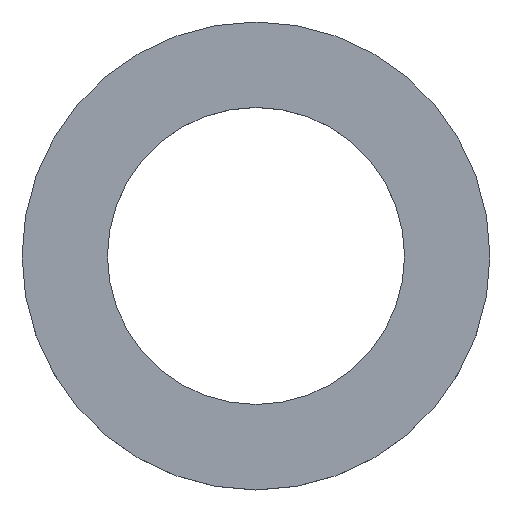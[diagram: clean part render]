
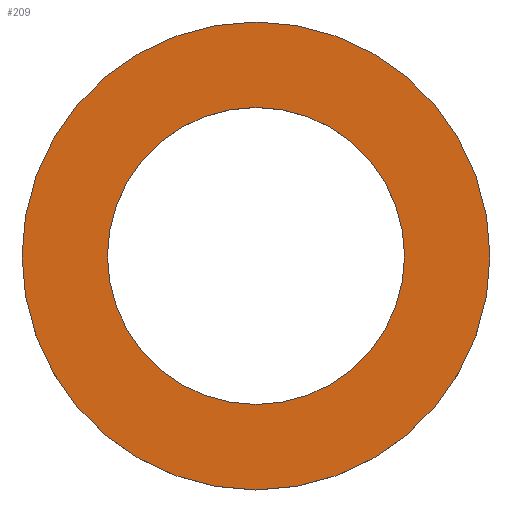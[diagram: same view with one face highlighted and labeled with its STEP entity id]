
A CAD part, top view. The second image highlights one B-rep face of the part: STEP entity #209.
In plain terms, the highlighted planar face has unit normal (0, 0, 1).
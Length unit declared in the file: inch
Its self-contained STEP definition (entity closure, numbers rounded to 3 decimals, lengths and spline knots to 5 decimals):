
#57=CARTESIAN_POINT('',(-0.5,0.,0.047));
#58=VERTEX_POINT('',#57);
#74=CARTESIAN_POINT('',(0.5,0.,0.047));
#75=VERTEX_POINT('',#74);
#82=CARTESIAN_POINT('',(0.0,0.0,0.047));
#83=DIRECTION('',(0.0,0.0,-1.0));
#84=DIRECTION('',(-1.0,0.0,0.0));
#85=AXIS2_PLACEMENT_3D('',#82,#83,#84);
#86=CIRCLE('',#85,0.5);
#87=EDGE_CURVE('',#75,#58,#86,.T.);
#97=CARTESIAN_POINT('',(-0.3175,0.,0.047));
#98=VERTEX_POINT('',#97);
#107=CARTESIAN_POINT('',(0.3175,0.,0.047));
#108=VERTEX_POINT('',#107);
#109=CARTESIAN_POINT('',(0.0,0.0,0.047));
#110=DIRECTION('',(0.0,0.0,-1.0));
#111=DIRECTION('',(-1.0,0.0,0.0));
#112=AXIS2_PLACEMENT_3D('',#109,#110,#111);
#113=CIRCLE('',#112,0.3175);
#114=EDGE_CURVE('',#108,#98,#113,.T.);
#148=CARTESIAN_POINT('',(0.0,0.0,0.047));
#149=DIRECTION('',(0.0,0.0,-1.0));
#150=DIRECTION('',(-1.0,0.0,0.0));
#151=AXIS2_PLACEMENT_3D('',#148,#149,#150);
#152=CIRCLE('',#151,0.3175);
#153=EDGE_CURVE('',#98,#108,#152,.T.);
#184=CARTESIAN_POINT('',(0.0,0.0,0.047));
#185=DIRECTION('',(0.0,0.0,-1.0));
#186=DIRECTION('',(-1.0,0.0,0.0));
#187=AXIS2_PLACEMENT_3D('',#184,#185,#186);
#188=CIRCLE('',#187,0.5);
#189=EDGE_CURVE('',#58,#75,#188,.T.);
#196=CARTESIAN_POINT('',(0.0,0.0,0.047));
#197=DIRECTION('',(0.0,0.0,-1.0));
#198=DIRECTION('',(-1.0,0.0,0.0));
#199=AXIS2_PLACEMENT_3D('',#196,#197,#198);
#200=PLANE('',#199);
#201=ORIENTED_EDGE('',*,*,#87,.F.);
#202=ORIENTED_EDGE('',*,*,#189,.F.);
#203=EDGE_LOOP('',(#201,#202));
#204=FACE_OUTER_BOUND('',#203,.T.);
#205=ORIENTED_EDGE('',*,*,#114,.T.);
#206=ORIENTED_EDGE('',*,*,#153,.T.);
#207=EDGE_LOOP('',(#205,#206));
#208=FACE_BOUND('',#207,.T.);
#209=ADVANCED_FACE('',(#204,#208),#200,.F.);
